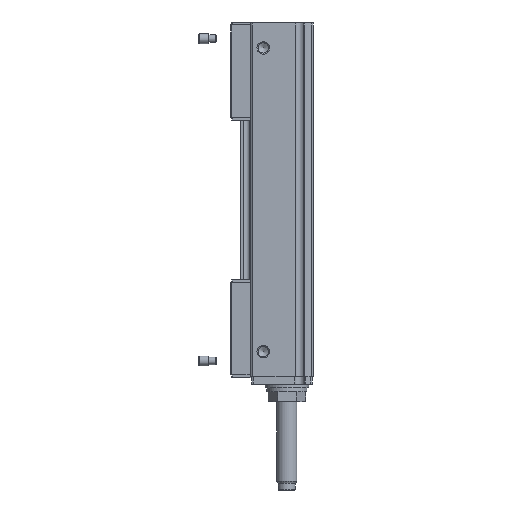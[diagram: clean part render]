
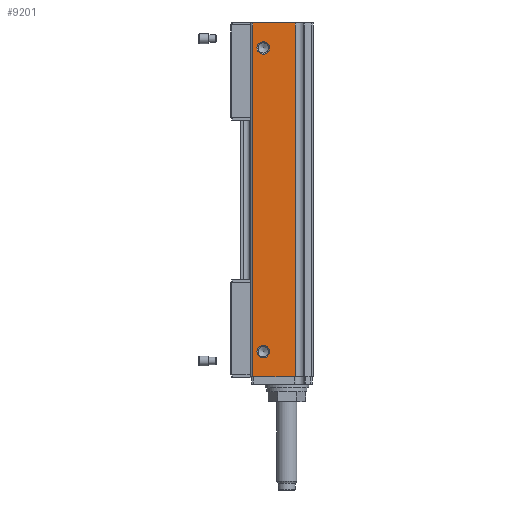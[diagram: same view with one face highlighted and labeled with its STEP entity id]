
A CAD part, left-side view. The second image highlights one B-rep face of the part: STEP entity #9201.
In plain terms, the highlighted planar face has unit normal (-1, 0, 0).
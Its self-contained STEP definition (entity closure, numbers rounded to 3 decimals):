
#410=CIRCLE('',#9854,2.5);
#411=CIRCLE('',#9855,2.5);
#925=ORIENTED_EDGE('',*,*,#3543,.T.);
#926=ORIENTED_EDGE('',*,*,#3544,.T.);
#927=ORIENTED_EDGE('',*,*,#3545,.T.);
#928=ORIENTED_EDGE('',*,*,#3546,.F.);
#929=ORIENTED_EDGE('',*,*,#3542,.F.);
#930=ORIENTED_EDGE('',*,*,#3547,.T.);
#3542=EDGE_CURVE('',#4847,#4845,#5757,.T.);
#3543=EDGE_CURVE('',#4848,#4848,#410,.T.);
#3544=EDGE_CURVE('',#4849,#4849,#411,.T.);
#3545=EDGE_CURVE('',#4850,#4851,#5758,.T.);
#3546=EDGE_CURVE('',#4845,#4851,#5759,.T.);
#3547=EDGE_CURVE('',#4847,#4850,#5760,.T.);
#4845=VERTEX_POINT('',#13944);
#4847=VERTEX_POINT('',#13948);
#4848=VERTEX_POINT('',#13952);
#4849=VERTEX_POINT('',#13954);
#4850=VERTEX_POINT('',#13956);
#4851=VERTEX_POINT('',#13957);
#5757=LINE('',#13949,#6551);
#5758=LINE('',#13955,#6552);
#5759=LINE('',#13958,#6553);
#5760=LINE('',#13959,#6554);
#6551=VECTOR('',#10977,1000.);
#6552=VECTOR('',#10984,1000.);
#6553=VECTOR('',#10985,1000.);
#6554=VECTOR('',#10986,1000.);
#7345=EDGE_LOOP('',(#925));
#7346=EDGE_LOOP('',(#926));
#7347=EDGE_LOOP('',(#927,#928,#929,#930));
#8117=FACE_BOUND('',#7345,.T.);
#8118=FACE_BOUND('',#7346,.T.);
#8119=FACE_BOUND('',#7347,.T.);
#8891=PLANE('',#9853);
#9201=ADVANCED_FACE('',(#8117,#8118,#8119),#8891,.T.);
#9853=AXIS2_PLACEMENT_3D('',#13950,#10978,#10979);
#9854=AXIS2_PLACEMENT_3D('',#13951,#10980,#10981);
#9855=AXIS2_PLACEMENT_3D('',#13953,#10982,#10983);
#10977=DIRECTION('',(0.,0.,1.));
#10978=DIRECTION('',(-1.,0.,0.));
#10979=DIRECTION('',(0.,0.,1.));
#10980=DIRECTION('',(1.,0.,0.));
#10981=DIRECTION('',(0.,0.,-1.));
#10982=DIRECTION('',(1.,0.,0.));
#10983=DIRECTION('',(0.,0.,-1.));
#10984=DIRECTION('',(0.,0.,1.));
#10985=DIRECTION('',(0.,-1.,0.));
#10986=DIRECTION('',(0.,-1.,0.));
#13944=CARTESIAN_POINT('',(-25.,24.25,0.));
#13948=CARTESIAN_POINT('',(-25.,24.25,-142.));
#13949=CARTESIAN_POINT('',(-25.,24.25,-142.));
#13950=CARTESIAN_POINT('',(-25.,24.25,-142.));
#13951=CARTESIAN_POINT('',(-25.,20.,-10.));
#13952=CARTESIAN_POINT('',(-25.,20.,-12.5));
#13953=CARTESIAN_POINT('',(-25.,20.,-132.));
#13954=CARTESIAN_POINT('',(-25.,20.,-134.5));
#13955=CARTESIAN_POINT('',(-25.,7.12,-142.));
#13956=CARTESIAN_POINT('',(-25.,7.12,-142.));
#13957=CARTESIAN_POINT('',(-25.,7.12,0.));
#13958=CARTESIAN_POINT('',(-25.,24.25,0.));
#13959=CARTESIAN_POINT('',(-25.,24.25,-142.));
